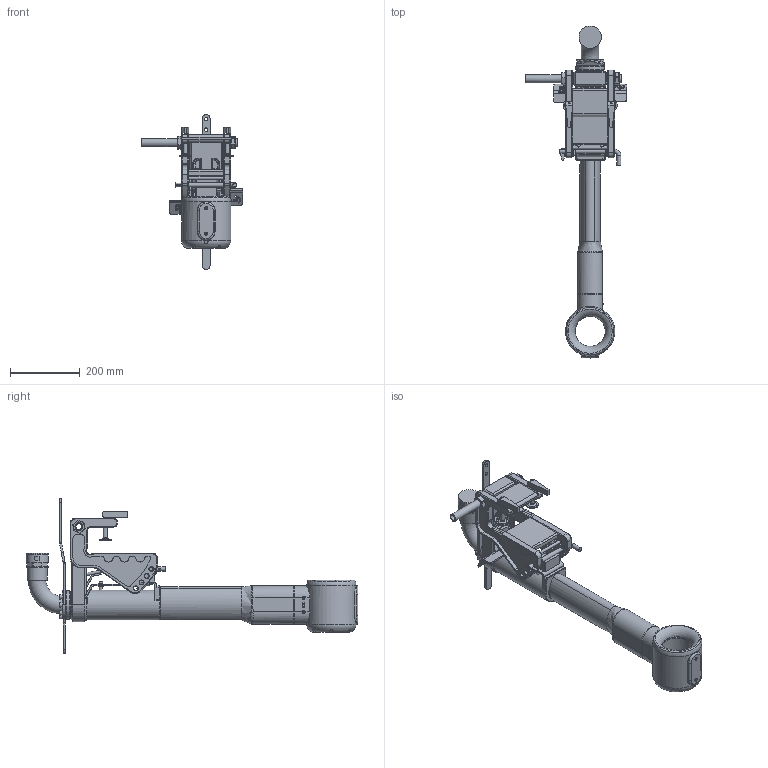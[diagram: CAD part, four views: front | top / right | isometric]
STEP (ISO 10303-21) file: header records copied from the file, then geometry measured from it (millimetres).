
FILE_DESCRIPTION (( 'STEP AP214' ), '1' );
FILE_NAME ('P-104-192-rev-F-086.STEP', '2026-02-02T07:04:37', ( '' ), ( '' ), 'SwSTEP 2.0', 'SolidWorks 2024', '' );
FILE_SCHEMA (( 'AUTOMOTIVE_DESIGN' ));
Length unit declared in the file: millimetre
Products named in the file (1): P-104-192-rev-F-086
Bounding box: 288.95 x 948.25 x 442.58 mm (x, y, z)
Volume: 7787355.5 mm3; surface area: 793843.7 mm2
Topology: 1 solids, 13 shells, 1704 faces, 4257 edges, 2627 vertices
Faces by surface type: plane 892, cylinder 458, cone 184, bspline 91, torus 73, sphere 6
Full cylindrical faces by diameter (mm): 4 x2, 4.3 x2, 5 x5, 5.7 x4, 6 x4, 6.95 x2, 7.64 x2, 8 x2, 8.1 x3, 9 x1, 10 x5, 12 x8, 13 x14, 17 x1, 22.5 x2, 25 x2, 35 x2, 50.4 x1, 58 x2, 63.5 x2, 80 x1, 82 x1, 85 x1, 86.5 x1, 90.5 x2, 141 x1
Entity records: 75906 total; most frequent: CARTESIAN_POINT 18559, ORIENTED_EDGE 7962, DIRECTION 7950, EDGE_CURVE 3981, AXIS2_PLACEMENT_3D 2819, VERTEX_POINT 2542, LINE 2312, VECTOR 2312
